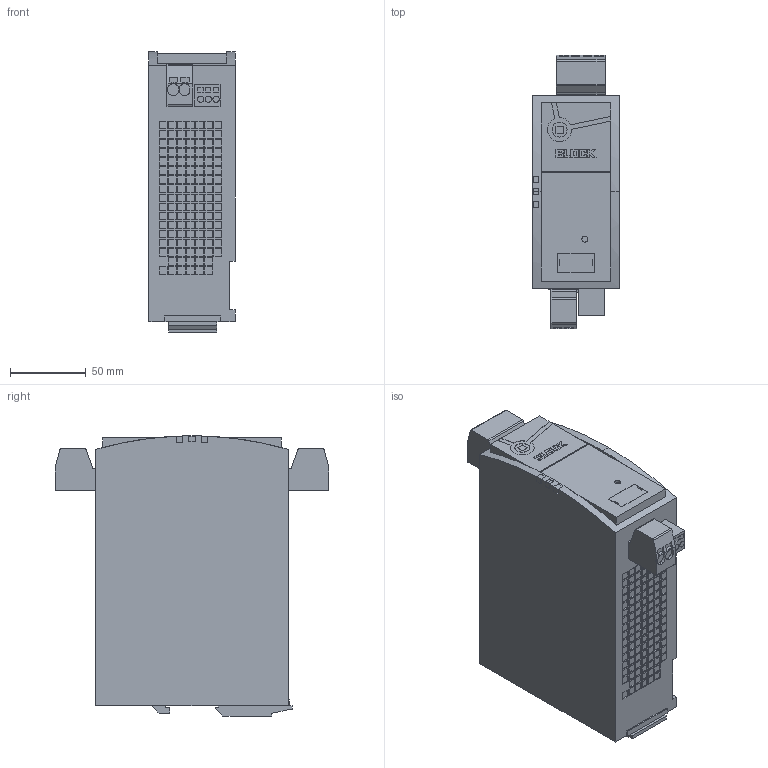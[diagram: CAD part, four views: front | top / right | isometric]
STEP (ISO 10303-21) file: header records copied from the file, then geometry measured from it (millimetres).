
FILE_DESCRIPTION (( 'STEP AP214' ), '1' );
FILE_NAME ('866277.STEP', '2024-04-04T15:56:27', ( '' ), ( '' ), 'SwSTEP 2.0', 'SolidWorks 2022', '' );
FILE_SCHEMA (( 'AUTOMOTIVE_DESIGN' ));
Length unit declared in the file: millimetre
Products named in the file (1): 866277
Bounding box: 57 x 180.9 x 185.15 mm (x, y, z)
Volume: 1301258.4 mm3; surface area: 92065.7 mm2
Topology: 1 solids, 1 shells, 1468 faces, 3591 edges, 2392 vertices
Faces by surface type: plane 1398, cylinder 70
Entity records: 42385 total; most frequent: CARTESIAN_POINT 7482, ORIENTED_EDGE 7182, DIRECTION 6663, EDGE_CURVE 3591, VECTOR 3437, LINE 3437, VERTEX_POINT 2392, EDGE_LOOP 1735
